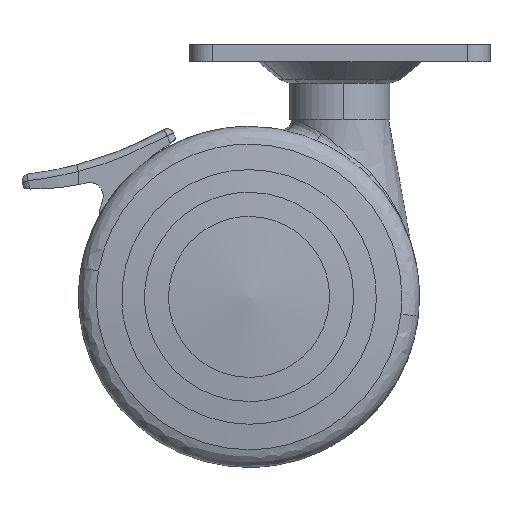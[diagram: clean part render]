
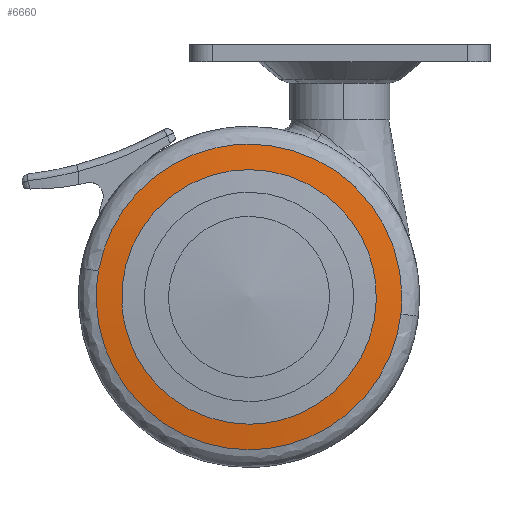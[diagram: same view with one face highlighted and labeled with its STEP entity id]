
A CAD part, front view. The second image highlights one B-rep face of the part: STEP entity #6660.
In plain terms, the highlighted free-form (B-spline) face has degree [2, 2] with [4, 4] control points.
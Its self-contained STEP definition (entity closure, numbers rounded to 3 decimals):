
#5230=CARTESIAN_POINT('',(27.804,-29.554,3.305));
#5231=VERTEX_POINT('',#5230);
#5232=CARTESIAN_POINT('',(0.0,-29.554,-28.0));
#5233=VERTEX_POINT('',#5232);
#5234=CARTESIAN_POINT('',(27.804,-29.554,3.305));
#5235=CARTESIAN_POINT('',(28.,-29.554,1.658));
#5236=CARTESIAN_POINT('',(28.0,-29.554,0.0));
#5237=CARTESIAN_POINT('',(28.,-29.554,-28.));
#5238=CARTESIAN_POINT('',(0.0,-29.554,-28.0));
#5246=(BOUNDED_CURVE()B_SPLINE_CURVE(2,(#5234,#5235,#5236,#5237,#5238),.UNSPECIFIED.,.F.,.U.)B_SPLINE_CURVE_WITH_KNOTS((3,2,3),(0.23,0.25,0.5),.UNSPECIFIED.)CURVE()GEOMETRIC_REPRESENTATION_ITEM()RATIONAL_B_SPLINE_CURVE((0.956,0.976,1.0,0.707,1.0))REPRESENTATION_ITEM(''));
#5247=EDGE_CURVE('',#5231,#5233,#5246,.T.);
#5288=CARTESIAN_POINT('',(-27.948,-29.554,-1.709));
#5289=VERTEX_POINT('',#5288);
#5295=CARTESIAN_POINT('',(0.0,-29.554,-28.0));
#5296=CARTESIAN_POINT('',(-26.34,-29.554,-28.0));
#5297=CARTESIAN_POINT('',(-27.948,-29.554,-1.709));
#5305=(BOUNDED_CURVE()B_SPLINE_CURVE(2,(#5295,#5296,#5297),.UNSPECIFIED.,.F.,.U.)B_SPLINE_CURVE_WITH_KNOTS((3,3),(0.5,0.739),.UNSPECIFIED.)CURVE()GEOMETRIC_REPRESENTATION_ITEM()RATIONAL_B_SPLINE_CURVE((1.0,0.72,0.976))REPRESENTATION_ITEM(''));
#5306=EDGE_CURVE('',#5233,#5289,#5305,.T.);
#5329=CARTESIAN_POINT('',(0.0,-29.554,28.0));
#5330=VERTEX_POINT('',#5329);
#5331=CARTESIAN_POINT('',(0.0,-29.554,28.0));
#5332=CARTESIAN_POINT('',(24.869,-29.554,28.));
#5333=CARTESIAN_POINT('',(27.804,-29.554,3.305));
#5341=(BOUNDED_CURVE()B_SPLINE_CURVE(2,(#5331,#5332,#5333),.UNSPECIFIED.,.F.,.U.)B_SPLINE_CURVE_WITH_KNOTS((3,3),(0.0,0.23),.UNSPECIFIED.)CURVE()GEOMETRIC_REPRESENTATION_ITEM()RATIONAL_B_SPLINE_CURVE((1.0,0.731,0.956))REPRESENTATION_ITEM(''));
#5342=EDGE_CURVE('',#5330,#5231,#5341,.T.);
#5344=CARTESIAN_POINT('',(-27.948,-29.554,-1.709));
#5345=CARTESIAN_POINT('',(-28.,-29.554,-0.855));
#5346=CARTESIAN_POINT('',(-28.0,-29.554,0.0));
#5347=CARTESIAN_POINT('',(-28.,-29.554,28.));
#5348=CARTESIAN_POINT('',(0.0,-29.554,28.0));
#5356=(BOUNDED_CURVE()B_SPLINE_CURVE(2,(#5344,#5345,#5346,#5347,#5348),.UNSPECIFIED.,.F.,.U.)B_SPLINE_CURVE_WITH_KNOTS((3,2,3),(0.739,0.75,1.0),.UNSPECIFIED.)CURVE()GEOMETRIC_REPRESENTATION_ITEM()RATIONAL_B_SPLINE_CURVE((0.976,0.988,1.0,0.707,1.0))REPRESENTATION_ITEM(''));
#5357=EDGE_CURVE('',#5289,#5330,#5356,.T.);
#6192=CARTESIAN_POINT('',(-33.119,-28.858,5.696));
#6193=VERTEX_POINT('',#6192);
#6207=CARTESIAN_POINT('',(0.0,-28.858,33.605));
#6208=VERTEX_POINT('',#6207);
#6209=CARTESIAN_POINT('',(-33.119,-28.858,5.696));
#6210=CARTESIAN_POINT('',(-28.319,-28.858,33.605));
#6211=CARTESIAN_POINT('',(0.0,-28.858,33.605));
#6219=(BOUNDED_CURVE()B_SPLINE_CURVE(2,(#6209,#6210,#6211),.UNSPECIFIED.,.F.,.U.)B_SPLINE_CURVE_WITH_KNOTS((3,3),(0.779,1.0),.UNSPECIFIED.)CURVE()GEOMETRIC_REPRESENTATION_ITEM()RATIONAL_B_SPLINE_CURVE((0.94,0.741,1.0))REPRESENTATION_ITEM(''));
#6220=EDGE_CURVE('',#6193,#6208,#6219,.T.);
#6222=CARTESIAN_POINT('',(33.39,-28.858,-3.793));
#6223=VERTEX_POINT('',#6222);
#6224=CARTESIAN_POINT('',(0.0,-28.858,33.605));
#6225=CARTESIAN_POINT('',(33.605,-28.858,33.605));
#6226=CARTESIAN_POINT('',(33.605,-28.858,0.0));
#6227=CARTESIAN_POINT('',(33.605,-28.858,-1.902));
#6228=CARTESIAN_POINT('',(33.39,-28.858,-3.793));
#6236=(BOUNDED_CURVE()B_SPLINE_CURVE(2,(#6224,#6225,#6226,#6227,#6228),.UNSPECIFIED.,.F.,.U.)B_SPLINE_CURVE_WITH_KNOTS((3,2,3),(0.0,0.25,0.27),.UNSPECIFIED.)CURVE()GEOMETRIC_REPRESENTATION_ITEM()RATIONAL_B_SPLINE_CURVE((1.0,0.707,1.0,0.977,0.958))REPRESENTATION_ITEM(''));
#6237=EDGE_CURVE('',#6208,#6223,#6236,.T.);
#6290=CARTESIAN_POINT('',(0.0,-28.858,-33.605));
#6291=VERTEX_POINT('',#6290);
#6292=CARTESIAN_POINT('',(33.39,-28.858,-3.793));
#6293=CARTESIAN_POINT('',(30.004,-28.858,-33.605));
#6294=CARTESIAN_POINT('',(0.0,-28.858,-33.605));
#6302=(BOUNDED_CURVE()B_SPLINE_CURVE(2,(#6292,#6293,#6294),.UNSPECIFIED.,.F.,.U.)B_SPLINE_CURVE_WITH_KNOTS((3,3),(0.27,0.5),.UNSPECIFIED.)CURVE()GEOMETRIC_REPRESENTATION_ITEM()RATIONAL_B_SPLINE_CURVE((0.958,0.73,1.0))REPRESENTATION_ITEM(''));
#6303=EDGE_CURVE('',#6223,#6291,#6302,.T.);
#6305=CARTESIAN_POINT('',(0.0,-28.858,-33.605));
#6306=CARTESIAN_POINT('',(-33.605,-28.858,-33.605));
#6307=CARTESIAN_POINT('',(-33.605,-28.858,0.0));
#6308=CARTESIAN_POINT('',(-33.605,-28.858,2.869));
#6309=CARTESIAN_POINT('',(-33.119,-28.858,5.696));
#6317=(BOUNDED_CURVE()B_SPLINE_CURVE(2,(#6305,#6306,#6307,#6308,#6309),.UNSPECIFIED.,.F.,.U.)B_SPLINE_CURVE_WITH_KNOTS((3,2,3),(0.5,0.75,0.779),.UNSPECIFIED.)CURVE()GEOMETRIC_REPRESENTATION_ITEM()RATIONAL_B_SPLINE_CURVE((1.0,0.707,1.0,0.966,0.94))REPRESENTATION_ITEM(''));
#6318=EDGE_CURVE('',#6291,#6193,#6317,.T.);
#6624=CARTESIAN_POINT('',(-36.725,-25.673,-36.725));
#6625=CARTESIAN_POINT('',(-18.463,-28.385,-36.927));
#6626=CARTESIAN_POINT('',(18.463,-28.385,-36.927));
#6627=CARTESIAN_POINT('',(36.725,-25.673,-36.725));
#6628=CARTESIAN_POINT('',(-36.927,-28.385,-18.463));
#6629=CARTESIAN_POINT('',(-18.565,-31.127,-18.565));
#6630=CARTESIAN_POINT('',(18.565,-31.127,-18.565));
#6631=CARTESIAN_POINT('',(36.927,-28.385,-18.463));
#6632=CARTESIAN_POINT('',(-36.927,-28.385,18.463));
#6633=CARTESIAN_POINT('',(-18.565,-31.127,18.565));
#6634=CARTESIAN_POINT('',(18.565,-31.127,18.565));
#6635=CARTESIAN_POINT('',(36.927,-28.385,18.463));
#6636=CARTESIAN_POINT('',(-36.725,-25.673,36.725));
#6637=CARTESIAN_POINT('',(-18.463,-28.385,36.927));
#6638=CARTESIAN_POINT('',(18.463,-28.385,36.927));
#6639=CARTESIAN_POINT('',(36.725,-25.673,36.725));
#6647=(BOUNDED_SURFACE()B_SPLINE_SURFACE(2,2,((#6624,#6628,#6632,#6636),(#6625,#6629,#6633,#6637),(#6626,#6630,#6634,#6638),(#6627,#6631,#6635,#6639)),.UNSPECIFIED.,.F.,.F.,.U.)B_SPLINE_SURFACE_WITH_KNOTS((3,1,3),(3,1,3),(77.772,113.912,150.052),(77.772,113.912,150.053),.UNSPECIFIED.)GEOMETRIC_REPRESENTATION_ITEM()RATIONAL_B_SPLINE_SURFACE(((1.011,1.006,1.006,1.011),(1.006,1.0,1.0,1.006),(1.006,1.0,1.0,1.006),(1.011,1.006,1.006,1.011)))REPRESENTATION_ITEM('')SURFACE());
#6648=ORIENTED_EDGE('',*,*,#6220,.F.);
#6649=ORIENTED_EDGE('',*,*,#6318,.F.);
#6650=ORIENTED_EDGE('',*,*,#6303,.F.);
#6651=ORIENTED_EDGE('',*,*,#6237,.F.);
#6652=EDGE_LOOP('',(#6648,#6649,#6650,#6651));
#6653=FACE_OUTER_BOUND('',#6652,.T.);
#6654=ORIENTED_EDGE('',*,*,#5306,.T.);
#6655=ORIENTED_EDGE('',*,*,#5357,.T.);
#6656=ORIENTED_EDGE('',*,*,#5342,.T.);
#6657=ORIENTED_EDGE('',*,*,#5247,.T.);
#6658=EDGE_LOOP('',(#6654,#6655,#6656,#6657));
#6659=FACE_BOUND('',#6658,.T.);
#6660=ADVANCED_FACE('',(#6653,#6659),#6647,.T.);
